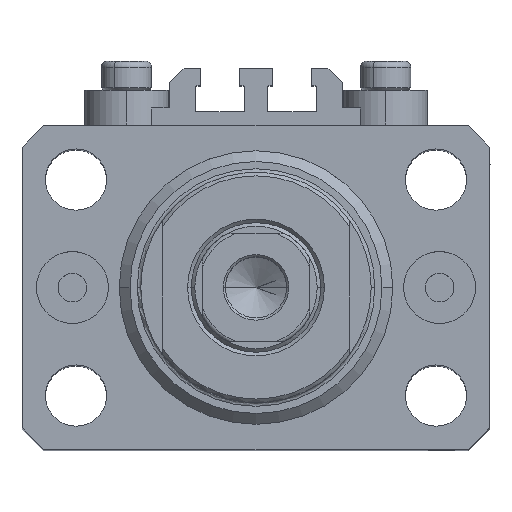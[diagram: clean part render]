
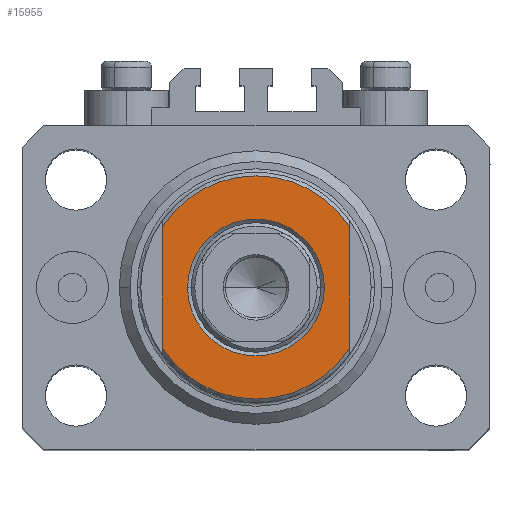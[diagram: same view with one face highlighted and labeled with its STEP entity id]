
A CAD part, top view. The second image highlights one B-rep face of the part: STEP entity #15955.
In plain terms, the highlighted face is planar.
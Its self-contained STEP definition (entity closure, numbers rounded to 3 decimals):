
#67 = DIRECTION ( 'NONE',  ( 0., -1., 0. ) ) ;
#391 = CIRCLE ( 'NONE', #5727, 9.5 ) ;
#654 = EDGE_CURVE ( 'NONE', #27139, #27251, #12206, .T. ) ;
#861 = CARTESIAN_POINT ( 'NONE',  ( 0., 0., -6.5 ) ) ;
#3425 = CARTESIAN_POINT ( 'NONE',  ( 13., -8.441, -6.5 ) ) ;
#4216 = CARTESIAN_POINT ( 'NONE',  ( 9.5, 0., -6.5 ) ) ;
#5701 = EDGE_LOOP ( 'NONE', ( #45205, #15454, #14110, #15180 ) ) ;
#5727 = AXIS2_PLACEMENT_3D ( 'NONE', #9232, #18013, #38357 ) ;
#6009 = CARTESIAN_POINT ( 'NONE',  ( -13., 8.441, -6.5 ) ) ;
#6747 = DIRECTION ( 'NONE',  ( 0., 0., -1. ) ) ;
#9232 = CARTESIAN_POINT ( 'NONE',  ( 0., 0., -6.5 ) ) ;
#10351 = CIRCLE ( 'NONE', #29440, 9.5 ) ;
#10578 = DIRECTION ( 'NONE',  ( -1., 0., 0. ) ) ;
#10877 = EDGE_CURVE ( 'NONE', #27139, #40089, #27304, .T. ) ;
#12206 = CIRCLE ( 'NONE', #22119, 15.5 ) ;
#12753 = CIRCLE ( 'NONE', #37909, 15.5 ) ;
#13009 = LINE ( 'NONE', #38786, #26393 ) ;
#14110 = ORIENTED_EDGE ( 'NONE', *, *, #19997, .T. ) ;
#14179 = VECTOR ( 'NONE', #67, 1000. ) ;
#15180 = ORIENTED_EDGE ( 'NONE', *, *, #10877, .F. ) ;
#15454 = ORIENTED_EDGE ( 'NONE', *, *, #40080, .T. ) ;
#15955 = ADVANCED_FACE ( 'NONE', ( #28727, #32524 ), #43273, .T. ) ;
#18013 = DIRECTION ( 'NONE',  ( 0., 0., 1. ) ) ;
#19997 = EDGE_CURVE ( 'NONE', #23507, #40089, #12753, .T. ) ;
#20179 = CARTESIAN_POINT ( 'NONE',  ( -13., -8.441, -6.5 ) ) ;
#21188 = CARTESIAN_POINT ( 'NONE',  ( 0., 0., -6.5 ) ) ;
#22119 = AXIS2_PLACEMENT_3D ( 'NONE', #46522, #42707, #24564 ) ;
#23507 = VERTEX_POINT ( 'NONE', #3425 ) ;
#24067 = AXIS2_PLACEMENT_3D ( 'NONE', #39450, #6747, #10578 ) ;
#24564 = DIRECTION ( 'NONE',  ( -1., 0., 0. ) ) ;
#25273 = EDGE_LOOP ( 'NONE', ( #41230, #41035 ) ) ;
#26393 = VECTOR ( 'NONE', #45237, 1000. ) ;
#26404 = DIRECTION ( 'NONE',  ( -1., 0., 0. ) ) ;
#27139 = VERTEX_POINT ( 'NONE', #6009 ) ;
#27251 = VERTEX_POINT ( 'NONE', #29634 ) ;
#27304 = LINE ( 'NONE', #41849, #14179 ) ;
#28727 = FACE_BOUND ( 'NONE', #25273, .T. ) ;
#29440 = AXIS2_PLACEMENT_3D ( 'NONE', #861, #29997, #26404 ) ;
#29634 = CARTESIAN_POINT ( 'NONE',  ( 13., 8.441, -6.5 ) ) ;
#29997 = DIRECTION ( 'NONE',  ( 0., 0., 1. ) ) ;
#31654 = VERTEX_POINT ( 'NONE', #4216 ) ;
#32524 = FACE_OUTER_BOUND ( 'NONE', #5701, .T. ) ;
#35746 = DIRECTION ( 'NONE',  ( -1., 0., 0. ) ) ;
#36967 = EDGE_CURVE ( 'NONE', #45339, #31654, #391, .T. ) ;
#37909 = AXIS2_PLACEMENT_3D ( 'NONE', #21188, #42427, #35746 ) ;
#38357 = DIRECTION ( 'NONE',  ( -1., 0., 0. ) ) ;
#38387 = EDGE_CURVE ( 'NONE', #31654, #45339, #10351, .T. ) ;
#38786 = CARTESIAN_POINT ( 'NONE',  ( 13., -43.081, -6.5 ) ) ;
#39450 = CARTESIAN_POINT ( 'NONE',  ( 0., 0., -6.5 ) ) ;
#40080 = EDGE_CURVE ( 'NONE', #27251, #23507, #13009, .T. ) ;
#40089 = VERTEX_POINT ( 'NONE', #20179 ) ;
#40699 = CARTESIAN_POINT ( 'NONE',  ( -9.5, 0., -6.5 ) ) ;
#41035 = ORIENTED_EDGE ( 'NONE', *, *, #38387, .T. ) ;
#41230 = ORIENTED_EDGE ( 'NONE', *, *, #36967, .T. ) ;
#41849 = CARTESIAN_POINT ( 'NONE',  ( -13., -43.081, -6.5 ) ) ;
#42427 = DIRECTION ( 'NONE',  ( 0., 0., -1. ) ) ;
#42707 = DIRECTION ( 'NONE',  ( 0., 0., -1. ) ) ;
#43273 = PLANE ( 'NONE',  #24067 ) ;
#45205 = ORIENTED_EDGE ( 'NONE', *, *, #654, .T. ) ;
#45237 = DIRECTION ( 'NONE',  ( 0., -1., 0. ) ) ;
#45339 = VERTEX_POINT ( 'NONE', #40699 ) ;
#46522 = CARTESIAN_POINT ( 'NONE',  ( 0., 0., -6.5 ) ) ;
